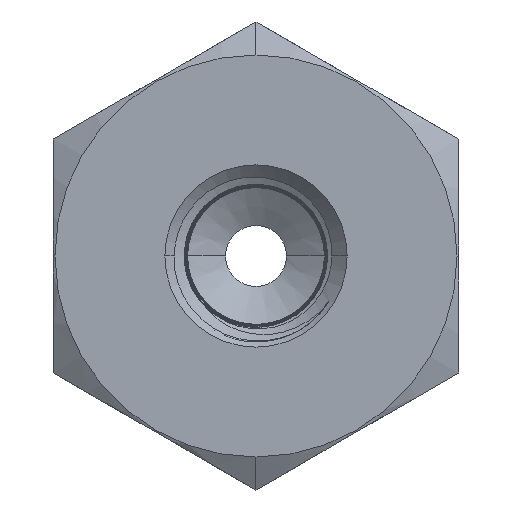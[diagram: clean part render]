
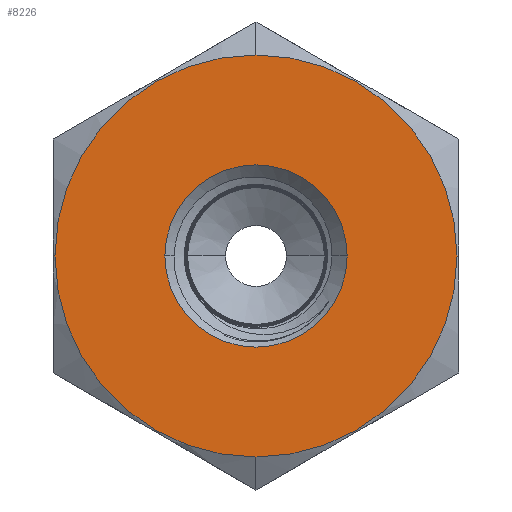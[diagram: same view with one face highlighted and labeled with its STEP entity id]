
A CAD part, front view. The second image highlights one B-rep face of the part: STEP entity #8226.
In plain terms, the highlighted planar face has unit normal (0, -1, 0).
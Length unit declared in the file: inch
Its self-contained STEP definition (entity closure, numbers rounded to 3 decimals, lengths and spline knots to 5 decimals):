
#204 = VERTEX_POINT ( 'NONE', #627 ) ;
#627 = CARTESIAN_POINT ( 'NONE',  ( -0.281, 0., 0. ) ) ;
#827 = AXIS2_PLACEMENT_3D ( 'NONE', #15631, #3614, #9034 ) ;
#1061 = CARTESIAN_POINT ( 'NONE',  ( 0., 0., 0. ) ) ;
#1330 = FACE_BOUND ( 'NONE', #9999, .T. ) ;
#1343 = EDGE_CURVE ( 'NONE', #204, #11250, #8548, .T. ) ;
#1398 = ORIENTED_EDGE ( 'NONE', *, *, #9462, .T. ) ;
#1901 = ORIENTED_EDGE ( 'NONE', *, *, #12396, .T. ) ;
#2246 = DIRECTION ( 'NONE',  ( 1., 0., 0. ) ) ;
#2376 = ORIENTED_EDGE ( 'NONE', *, *, #14963, .F. ) ;
#2578 = CIRCLE ( 'NONE', #16494, 0.62 ) ;
#2863 = PLANE ( 'NONE',  #9043 ) ;
#3614 = DIRECTION ( 'NONE',  ( 0., -1., 0. ) ) ;
#5266 = CIRCLE ( 'NONE', #15824, 0.62 ) ;
#5649 = CARTESIAN_POINT ( 'NONE',  ( 0., 0., 0.62 ) ) ;
#7305 = CIRCLE ( 'NONE', #827, 0.281 ) ;
#7437 = AXIS2_PLACEMENT_3D ( 'NONE', #12910, #12848, #2246 ) ;
#7746 = ORIENTED_EDGE ( 'NONE', *, *, #1343, .F. ) ;
#8226 = ADVANCED_FACE ( 'NONE', ( #8907, #1330 ), #2863, .F. ) ;
#8262 = DIRECTION ( 'NONE',  ( 0., 1., 0. ) ) ;
#8321 = CARTESIAN_POINT ( 'NONE',  ( 0., 0., 0. ) ) ;
#8548 = CIRCLE ( 'NONE', #7437, 0.281 ) ;
#8907 = FACE_OUTER_BOUND ( 'NONE', #17264, .T. ) ;
#9034 = DIRECTION ( 'NONE',  ( 1., 0., 0. ) ) ;
#9043 = AXIS2_PLACEMENT_3D ( 'NONE', #8321, #8262, #12290 ) ;
#9462 = EDGE_CURVE ( 'NONE', #13816, #13801, #2578, .T. ) ;
#9999 = EDGE_LOOP ( 'NONE', ( #2376, #7746 ) ) ;
#10358 = DIRECTION ( 'NONE',  ( 0., 0., -1. ) ) ;
#11250 = VERTEX_POINT ( 'NONE', #16656 ) ;
#11989 = DIRECTION ( 'NONE',  ( 0., 0., -1. ) ) ;
#12290 = DIRECTION ( 'NONE',  ( 0., 0., 1. ) ) ;
#12396 = EDGE_CURVE ( 'NONE', #13801, #13816, #5266, .T. ) ;
#12848 = DIRECTION ( 'NONE',  ( 0., -1., 0. ) ) ;
#12879 = CARTESIAN_POINT ( 'NONE',  ( 0., 0., -0.62 ) ) ;
#12910 = CARTESIAN_POINT ( 'NONE',  ( 0., 0., 0. ) ) ;
#13801 = VERTEX_POINT ( 'NONE', #12879 ) ;
#13816 = VERTEX_POINT ( 'NONE', #5649 ) ;
#14963 = EDGE_CURVE ( 'NONE', #11250, #204, #7305, .T. ) ;
#15631 = CARTESIAN_POINT ( 'NONE',  ( 0., 0., 0. ) ) ;
#15824 = AXIS2_PLACEMENT_3D ( 'NONE', #15975, #17218, #11989 ) ;
#15975 = CARTESIAN_POINT ( 'NONE',  ( 0., 0., 0. ) ) ;
#16494 = AXIS2_PLACEMENT_3D ( 'NONE', #1061, #17314, #10358 ) ;
#16656 = CARTESIAN_POINT ( 'NONE',  ( 0.281, 0., 0. ) ) ;
#17218 = DIRECTION ( 'NONE',  ( 0., -1., 0. ) ) ;
#17264 = EDGE_LOOP ( 'NONE', ( #1398, #1901 ) ) ;
#17314 = DIRECTION ( 'NONE',  ( 0., -1., 0. ) ) ;
